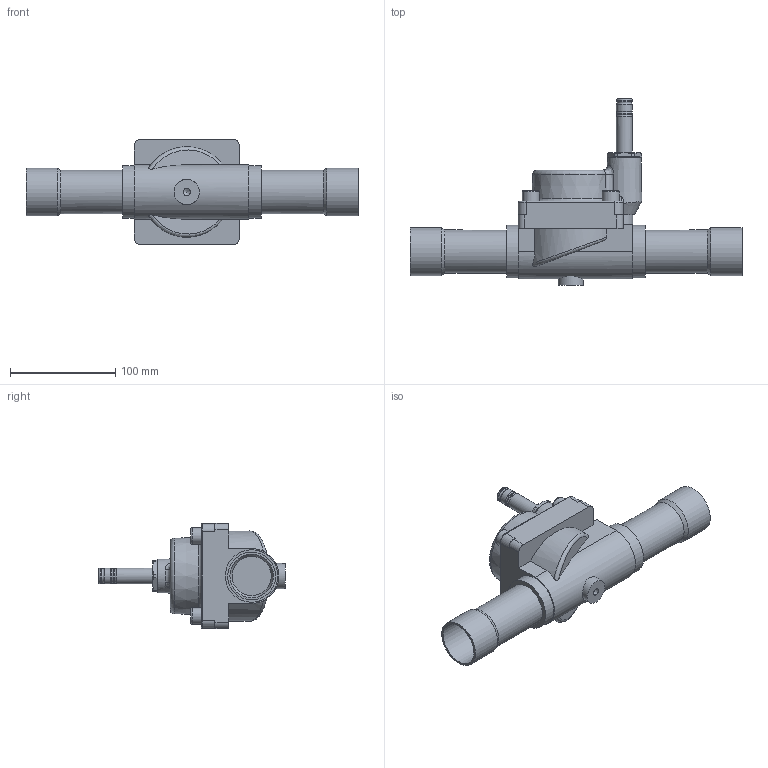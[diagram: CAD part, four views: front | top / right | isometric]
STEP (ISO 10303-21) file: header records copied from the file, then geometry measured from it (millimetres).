
FILE_DESCRIPTION(/* description */ (''),/* implementation_level */ '2;1');
FILE_NAME(/* name */ '032L1110R.stp',/* time_stamp */ '2022-08-16T13:41:04+03:00',/* author */ ('U403152'),/* organization */ (''),/* preprocessor_version */ 'ST-DEVELOPER v18.1',/* originating_system */ 'Autodesk Inventor 2020',/* authorisation */ '');
FILE_SCHEMA (('AUTOMOTIVE_DESIGN { 1 0 10303 214 3 1 1 }'));
Length unit declared in the file: millimetre
Products named in the file (1): Part1
Bounding box: 316 x 177.6 x 100 mm (x, y, z)
Volume: 774664.6 mm3; surface area: 121542.1 mm2
Topology: 1 solids, 6 shells, 213 faces, 547 edges, 358 vertices
Faces by surface type: plane 104, cylinder 57, torus 21, cone 19, bspline 12
Full cylindrical faces by diameter (mm): 6.8 x1, 10 x4, 12.6 x4, 13.6 x4, 15 x4, 16 x4, 18 x1, 24 x1, 25.4 x1, 37.3 x2, 41.3 x2, 41.5 x2, 45.5 x2, 50 x2
Entity records: 8365 total; most frequent: CARTESIAN_POINT 3052, DIRECTION 1161, ORIENTED_EDGE 1080, EDGE_CURVE 540, AXIS2_PLACEMENT_3D 464, VERTEX_POINT 358, CIRCLE 256, EDGE_LOOP 240
